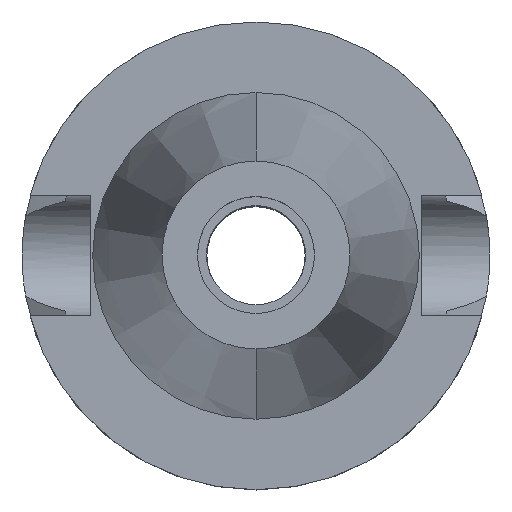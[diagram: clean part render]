
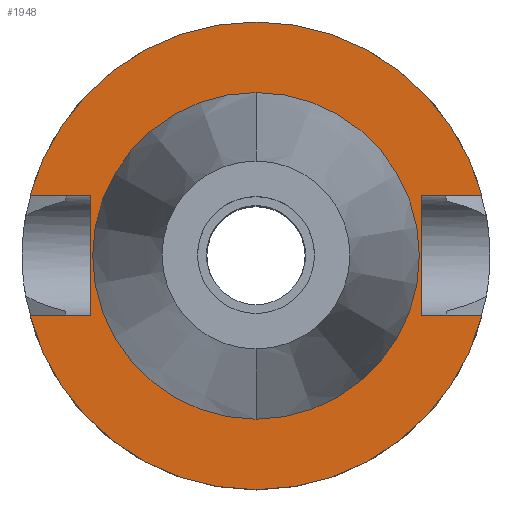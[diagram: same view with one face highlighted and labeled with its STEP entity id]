
A CAD part, top view. The second image highlights one B-rep face of the part: STEP entity #1948.
In plain terms, the highlighted planar face has unit normal (0, 0, 1).
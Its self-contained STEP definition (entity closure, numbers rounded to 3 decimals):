
#720=DIRECTION('',(1.,0.,0.));
#721=VECTOR('',#720,12.921);
#722=CARTESIAN_POINT('',(35.4,12.85,-1.5));
#723=LINE('',#722,#721);
#767=DIRECTION('',(0.,1.,0.));
#768=VECTOR('',#767,25.7);
#769=CARTESIAN_POINT('',(-35.4,-12.85,-1.5));
#770=LINE('',#769,#768);
#774=DIRECTION('',(-1.,0.,0.));
#775=VECTOR('',#774,12.921);
#776=CARTESIAN_POINT('',(-35.4,12.85,-1.5));
#777=LINE('',#776,#775);
#781=CARTESIAN_POINT('',(0.,0.,-1.5));
#782=DIRECTION('',(0.,0.,-1.));
#783=DIRECTION('',(-0.966,0.257,0.));
#784=AXIS2_PLACEMENT_3D('',#781,#782,#783);
#789=CARTESIAN_POINT('',(0.,0.,-1.5));
#790=DIRECTION('',(0.,0.,-1.));
#791=DIRECTION('',(0.,1.,0.));
#792=AXIS2_PLACEMENT_3D('',#789,#790,#791);
#797=DIRECTION('',(0.,-1.,0.));
#798=VECTOR('',#797,25.7);
#799=CARTESIAN_POINT('',(35.4,12.85,-1.5));
#800=LINE('',#799,#798);
#804=DIRECTION('',(1.,0.,0.));
#805=VECTOR('',#804,12.921);
#806=CARTESIAN_POINT('',(35.4,-12.85,-1.5));
#807=LINE('',#806,#805);
#811=CARTESIAN_POINT('',(0.,0.,-1.5));
#812=DIRECTION('',(0.,0.,-1.));
#813=DIRECTION('',(0.966,-0.257,0.));
#814=AXIS2_PLACEMENT_3D('',#811,#812,#813);
#819=CARTESIAN_POINT('',(0.,0.,-1.5));
#820=DIRECTION('',(0.,0.,-1.));
#821=DIRECTION('',(0.,-1.,0.));
#822=AXIS2_PLACEMENT_3D('',#819,#820,#821);
#827=CARTESIAN_POINT('',(0.,0.,-1.5));
#828=DIRECTION('',(0.,0.,1.));
#829=DIRECTION('',(0.,-1.,0.));
#830=AXIS2_PLACEMENT_3D('',#827,#828,#829);
#835=CARTESIAN_POINT('',(0.,0.,-1.5));
#836=DIRECTION('',(0.,0.,1.));
#837=DIRECTION('',(0.,1.,0.));
#838=AXIS2_PLACEMENT_3D('',#835,#836,#837);
#873=DIRECTION('',(-1.,0.,0.));
#874=VECTOR('',#873,12.921);
#875=CARTESIAN_POINT('',(-35.4,-12.85,-1.5));
#876=LINE('',#875,#874);
#1239=CARTESIAN_POINT('',(-35.4,-12.85,-1.5));
#1240=VERTEX_POINT('',#1239);
#1241=CARTESIAN_POINT('',(-48.321,-12.85,-1.5));
#1242=VERTEX_POINT('',#1241);
#1245=CARTESIAN_POINT('',(-35.4,12.85,-1.5));
#1246=VERTEX_POINT('',#1245);
#1247=CARTESIAN_POINT('',(-48.321,12.85,-1.5));
#1248=VERTEX_POINT('',#1247);
#1249=CARTESIAN_POINT('',(0.,50.,-1.5));
#1250=CARTESIAN_POINT('',(48.321,12.85,-1.5));
#1251=VERTEX_POINT('',#1249);
#1252=VERTEX_POINT('',#1250);
#1253=CARTESIAN_POINT('',(35.4,12.85,-1.5));
#1254=VERTEX_POINT('',#1253);
#1255=CARTESIAN_POINT('',(35.4,-12.85,-1.5));
#1256=VERTEX_POINT('',#1255);
#1257=CARTESIAN_POINT('',(48.321,-12.85,-1.5));
#1258=VERTEX_POINT('',#1257);
#1259=CARTESIAN_POINT('',(0.,-50.,-1.5));
#1260=VERTEX_POINT('',#1259);
#1261=CARTESIAN_POINT('',(0.,-34.925,-1.5));
#1262=CARTESIAN_POINT('',(0.,34.925,-1.5));
#1263=VERTEX_POINT('',#1261);
#1264=VERTEX_POINT('',#1262);
#1917=CARTESIAN_POINT('',(0.,0.,-1.5));
#1918=DIRECTION('',(0.,0.,-1.));
#1919=DIRECTION('',(0.,-1.,0.));
#1920=AXIS2_PLACEMENT_3D('',#1917,#1918,#1919);
#1921=PLANE('',#1920);
#1923=ORIENTED_EDGE('',*,*,#1922,.T.);
#1925=ORIENTED_EDGE('',*,*,#1924,.T.);
#1927=ORIENTED_EDGE('',*,*,#1926,.T.);
#1929=ORIENTED_EDGE('',*,*,#1928,.T.);
#1930=ORIENTED_EDGE('',*,*,#1893,.F.);
#1931=ORIENTED_EDGE('',*,*,#1907,.T.);
#1933=ORIENTED_EDGE('',*,*,#1932,.T.);
#1935=ORIENTED_EDGE('',*,*,#1934,.T.);
#1937=ORIENTED_EDGE('',*,*,#1936,.T.);
#1939=ORIENTED_EDGE('',*,*,#1938,.F.);
#1940=EDGE_LOOP('',(#1923,#1925,#1927,#1929,#1930,#1931,#1933,#1935,#1937,
#1939));
#1941=FACE_OUTER_BOUND('',#1940,.F.);
#1943=ORIENTED_EDGE('',*,*,#1942,.T.);
#1945=ORIENTED_EDGE('',*,*,#1944,.T.);
#1946=EDGE_LOOP('',(#1943,#1945));
#1947=FACE_BOUND('',#1946,.F.);
#785=CIRCLE('',#784,50.);
#793=CIRCLE('',#792,50.);
#815=CIRCLE('',#814,50.);
#823=CIRCLE('',#822,50.);
#831=CIRCLE('',#830,34.925);
#839=CIRCLE('',#838,34.925);
#1893=EDGE_CURVE('',#1254,#1252,#723,.T.);
#1907=EDGE_CURVE('',#1254,#1256,#800,.T.);
#1922=EDGE_CURVE('',#1240,#1246,#770,.T.);
#1924=EDGE_CURVE('',#1246,#1248,#777,.T.);
#1926=EDGE_CURVE('',#1248,#1251,#785,.T.);
#1928=EDGE_CURVE('',#1251,#1252,#793,.T.);
#1932=EDGE_CURVE('',#1256,#1258,#807,.T.);
#1934=EDGE_CURVE('',#1258,#1260,#815,.T.);
#1936=EDGE_CURVE('',#1260,#1242,#823,.T.);
#1938=EDGE_CURVE('',#1240,#1242,#876,.T.);
#1942=EDGE_CURVE('',#1263,#1264,#831,.T.);
#1944=EDGE_CURVE('',#1264,#1263,#839,.T.);
#1948=ADVANCED_FACE('',(#1941,#1947),#1921,.F.);
